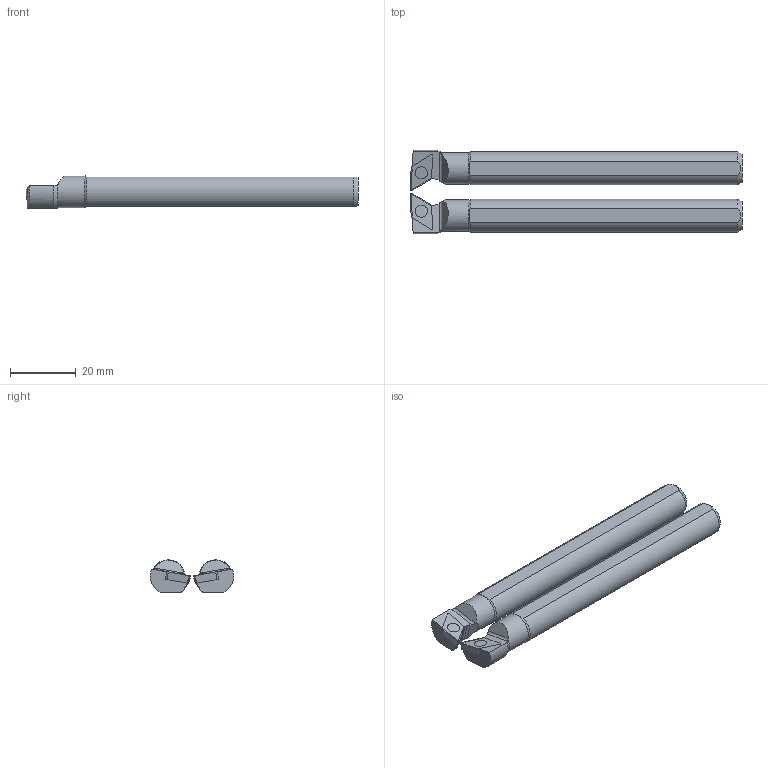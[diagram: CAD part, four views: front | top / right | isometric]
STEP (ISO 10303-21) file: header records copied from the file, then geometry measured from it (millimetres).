
FILE_DESCRIPTION(/* description */ (''),/* implementation_level */ '2;1');
FILE_NAME(/* name */ 'A10HSDUCR07_SIM.stp',/* time_stamp */ '2023-09-01T09:24:15+02:00',/* author */ (''),/* organization */ (''),/* preprocessor_version */ 'ST-DEVELOPER v18.102',/* originating_system */ 'SIEMENS PLM Software NX 2027',/* authorisation */ '');
FILE_SCHEMA (('AUTOMOTIVE_DESIGN { 1 0 10303 214 3 1 1 1 }'));
Length unit declared in the file: millimetre
Products named in the file (1): model1
Bounding box: 101.04 x 25.39 x 9.74 mm (x, y, z)
Volume: 14817.1 mm3; surface area: 6800.9 mm2
Topology: 4 solids, 4 shells, 84 faces, 222 edges, 146 vertices
Faces by surface type: plane 36, cylinder 26, cone 12, bspline 8, torus 2
Full cylindrical faces by diameter (mm): 2.8 x2, 3.75 x2, 9.6 x2
Entity records: 2930 total; most frequent: CARTESIAN_POINT 1001, ORIENTED_EDGE 408, DIRECTION 358, EDGE_CURVE 204, AXIS2_PLACEMENT_3D 145, VERTEX_POINT 140, EDGE_LOOP 100, ADVANCED_FACE 84
